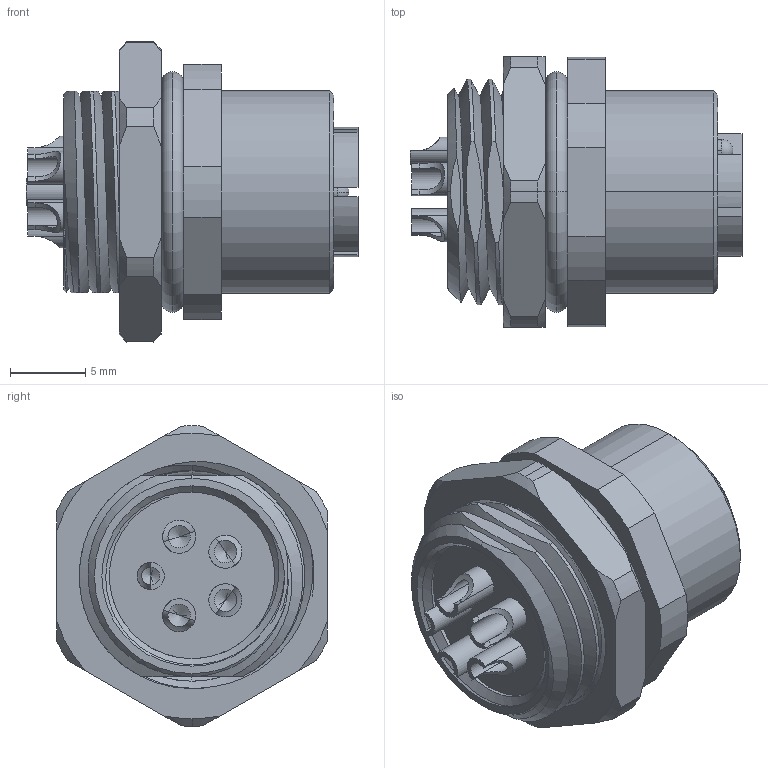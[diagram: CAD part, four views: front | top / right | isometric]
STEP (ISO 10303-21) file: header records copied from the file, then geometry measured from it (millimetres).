
FILE_DESCRIPTION (( 'STEP AP203' ), '1' );
FILE_NAME ('54-00454.STEP', '2025-03-14T17:35:57', ( '' ), ( '' ), 'SwSTEP 2.0', 'SolidWorks 2021', '' );
FILE_SCHEMA (( 'CONFIG_CONTROL_DESIGN' ));
Length unit declared in the file: millimetre
Products named in the file (8): 54-00454; 54-00454-07___; 54-00454-01___; 54-00454-02___; 54-00454-03___; 54-00454-05___; 54-00454-04___; 54-00454-06___
Assembly tree (10 placements, depth 2):
  54-00454
    54-00454-01___
    54-00454-02___
    54-00454-04___
    54-00454-05___
    54-00454-06___
    54-00454-03___  x4
    54-00454-07___
Bounding box: 22.1 x 18 x 20 mm (x, y, z)
Volume: 2780.7 mm3; surface area: 5739.4 mm2
Topology: 10 solids, 10 shells, 365 faces, 924 edges, 579 vertices
Faces by surface type: cylinder 150, plane 121, cone 53, torus 30, bspline 9, sphere 2
Entity records: 12257 total; most frequent: CARTESIAN_POINT 5042, ORIENTED_EDGE 1364, DIRECTION 1294, EDGE_CURVE 682, AXIS2_PLACEMENT_3D 510, VERTEX_POINT 441, EDGE_LOOP 301, VECTOR 274
